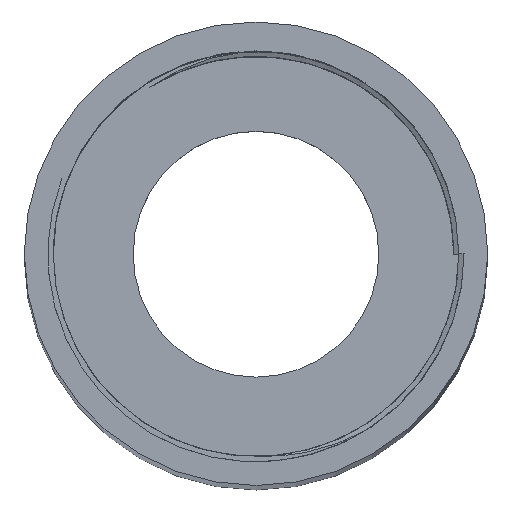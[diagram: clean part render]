
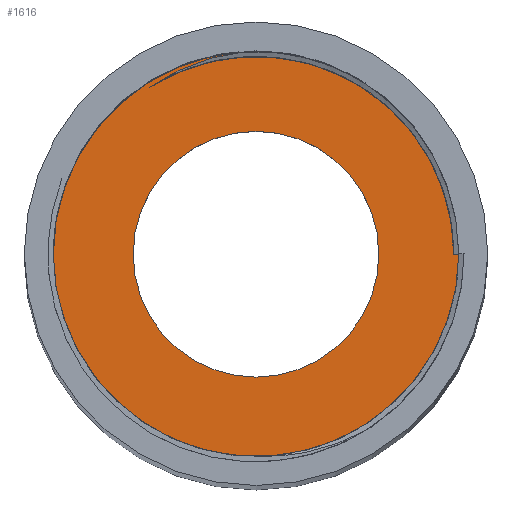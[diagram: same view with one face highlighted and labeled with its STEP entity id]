
A CAD part, top view. The second image highlights one B-rep face of the part: STEP entity #1616.
In plain terms, the highlighted planar face has unit normal (0, 0, 1).
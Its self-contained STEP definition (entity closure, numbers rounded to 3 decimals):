
#12 = CARTESIAN_POINT ( 'NONE',  ( -3.998, 9.562, 135. ) ) ;
#17 = CIRCLE ( 'NONE', #3673, 10.5 ) ;
#263 = VERTEX_POINT ( 'NONE', #4884 ) ;
#282 = DIRECTION ( 'NONE',  ( 1., 0., 0. ) ) ;
#287 = CIRCLE ( 'NONE', #4111, 6.363 ) ;
#308 = B_SPLINE_CURVE_WITH_KNOTS ( 'NONE', 3,
 ( #1804, #1692, #12, #4775, #4329, #5192, #2169, #943 ),
 .UNSPECIFIED., .F., .F.,
 ( 4, 2, 2, 4 ),
 ( 0., 0.003, 0.004, 0.005 ),
 .UNSPECIFIED. ) ;
#390 = CARTESIAN_POINT ( 'NONE',  ( 0., 0., 135. ) ) ;
#520 = CARTESIAN_POINT ( 'NONE',  ( 10.239, 0., 135. ) ) ;
#529 = ORIENTED_EDGE ( 'NONE', *, *, #1721, .T. ) ;
#559 = ORIENTED_EDGE ( 'NONE', *, *, #5088, .T. ) ;
#628 = CARTESIAN_POINT ( 'NONE',  ( 7.776, 6.723, 135. ) ) ;
#717 = DIRECTION ( 'NONE',  ( 1., 0., 0. ) ) ;
#854 = FACE_BOUND ( 'NONE', #3958, .T. ) ;
#943 = CARTESIAN_POINT ( 'NONE',  ( -0.655, 10.48, 135. ) ) ;
#944 = PLANE ( 'NONE',  #4015 ) ;
#969 = CARTESIAN_POINT ( 'NONE',  ( -4.707, 9.104, 135. ) ) ;
#995 = CARTESIAN_POINT ( 'NONE',  ( 0., 0., 135. ) ) ;
#997 = CARTESIAN_POINT ( 'NONE',  ( -1.24, 10.204, 135. ) ) ;
#1029 = CARTESIAN_POINT ( 'NONE',  ( 0.128, 10.248, 135. ) ) ;
#1081 = CARTESIAN_POINT ( 'NONE',  ( 3.261, 9.716, 135. ) ) ;
#1083 = DIRECTION ( 'NONE',  ( 1., 0., 0. ) ) ;
#1171 = DIRECTION ( 'NONE',  ( 0., 0., 1. ) ) ;
#1244 = VERTEX_POINT ( 'NONE', #4161 ) ;
#1318 = B_SPLINE_CURVE_WITH_KNOTS ( 'NONE', 3,
 ( #520, #2222, #3904, #2750, #4019, #1862, #1941, #4833, #628, #2252, #3640, #2723, #3935, #5334, #1891, #1081, #4388, #3961, #1524, #2775, #1029, #997, #4045, #4359, #4415, #969, #2668, #4804 ),
 .UNSPECIFIED., .F., .F.,
 ( 4, 2, 2, 2, 2, 2, 2, 2, 2, 2, 2, 2, 2, 4 ),
 ( 0., 0.001, 0.003, 0.005, 0.008, 0.01, 0.011, 0.012, 0.014, 0.015, 0.016, 0.019, 0.021, 0.022 ),
 .UNSPECIFIED. ) ;
#1524 = CARTESIAN_POINT ( 'NONE',  ( 1.495, 10.139, 135. ) ) ;
#1544 = CARTESIAN_POINT ( 'NONE',  ( 0., 0., 135. ) ) ;
#1549 = CARTESIAN_POINT ( 'NONE',  ( -10.5, 0., 135. ) ) ;
#1616 = ADVANCED_FACE ( 'NONE', ( #4663, #854 ), #944, .T. ) ;
#1692 = CARTESIAN_POINT ( 'NONE',  ( -4.779, 9.147, 135. ) ) ;
#1721 = EDGE_CURVE ( 'NONE', #4923, #1849, #17, .T. ) ;
#1788 = CARTESIAN_POINT ( 'NONE',  ( -6.363, 0., 135. ) ) ;
#1804 = CARTESIAN_POINT ( 'NONE',  ( -5.496, 8.639, 135. ) ) ;
#1849 = VERTEX_POINT ( 'NONE', #1549 ) ;
#1862 = CARTESIAN_POINT ( 'NONE',  ( 9.63, 3.594, 135. ) ) ;
#1891 = CARTESIAN_POINT ( 'NONE',  ( 4.118, 9.385, 135. ) ) ;
#1893 = CARTESIAN_POINT ( 'NONE',  ( 0., 0., 135. ) ) ;
#1905 = CIRCLE ( 'NONE', #5005, 10.5 ) ;
#1941 = CARTESIAN_POINT ( 'NONE',  ( 9.277, 4.429, 135. ) ) ;
#2169 = CARTESIAN_POINT ( 'NONE',  ( -1.089, 10.432, 135. ) ) ;
#2178 = DIRECTION ( 'NONE',  ( 0., 0., 1. ) ) ;
#2222 = CARTESIAN_POINT ( 'NONE',  ( 10.239, 0.46, 135. ) ) ;
#2239 = ORIENTED_EDGE ( 'NONE', *, *, #3225, .T. ) ;
#2252 = CARTESIAN_POINT ( 'NONE',  ( 6.794, 7.673, 135. ) ) ;
#2432 = CIRCLE ( 'NONE', #3762, 6.363 ) ;
#2558 = CARTESIAN_POINT ( 'NONE',  ( 0., 0., 135. ) ) ;
#2644 = DIRECTION ( 'NONE',  ( 0., 0., 1. ) ) ;
#2668 = CARTESIAN_POINT ( 'NONE',  ( -5.108, 8.886, 135. ) ) ;
#2693 = DIRECTION ( 'NONE',  ( 1., 0., 0. ) ) ;
#2723 = CARTESIAN_POINT ( 'NONE',  ( 5.708, 8.512, 135. ) ) ;
#2750 = CARTESIAN_POINT ( 'NONE',  ( 10.085, 1.824, 135. ) ) ;
#2759 = ORIENTED_EDGE ( 'NONE', *, *, #5369, .T. ) ;
#2775 = CARTESIAN_POINT ( 'NONE',  ( 0.59, 10.232, 135. ) ) ;
#2858 = EDGE_LOOP ( 'NONE', ( #3179, #2239, #2759, #529, #559 ) ) ;
#3179 = ORIENTED_EDGE ( 'NONE', *, *, #3693, .F. ) ;
#3225 = EDGE_CURVE ( 'NONE', #4159, #4949, #1318, .T. ) ;
#3272 = DIRECTION ( 'NONE',  ( 0., 0., 1. ) ) ;
#3640 = CARTESIAN_POINT ( 'NONE',  ( 6.441, 7.972, 135. ) ) ;
#3650 = VECTOR ( 'NONE', #2693, 1000. ) ;
#3673 = AXIS2_PLACEMENT_3D ( 'NONE', #1893, #4776, #1083 ) ;
#3693 = EDGE_CURVE ( 'NONE', #4159, #1244, #4357, .T. ) ;
#3762 = AXIS2_PLACEMENT_3D ( 'NONE', #390, #2178, #5066 ) ;
#3904 = CARTESIAN_POINT ( 'NONE',  ( 10.208, 0.917, 135. ) ) ;
#3935 = CARTESIAN_POINT ( 'NONE',  ( 5.325, 8.757, 135. ) ) ;
#3958 = EDGE_LOOP ( 'NONE', ( #4200, #5025 ) ) ;
#3961 = CARTESIAN_POINT ( 'NONE',  ( 1.942, 10.063, 135. ) ) ;
#4015 = AXIS2_PLACEMENT_3D ( 'NONE', #2558, #2644, #4330 ) ;
#4019 = CARTESIAN_POINT ( 'NONE',  ( 9.993, 2.276, 135. ) ) ;
#4045 = CARTESIAN_POINT ( 'NONE',  ( -2.135, 10.056, 135. ) ) ;
#4111 = AXIS2_PLACEMENT_3D ( 'NONE', #1544, #3272, #282 ) ;
#4159 = VERTEX_POINT ( 'NONE', #4526 ) ;
#4161 = CARTESIAN_POINT ( 'NONE',  ( 10.5, 0., 135. ) ) ;
#4200 = ORIENTED_EDGE ( 'NONE', *, *, #4984, .F. ) ;
#4329 = CARTESIAN_POINT ( 'NONE',  ( -2.369, 10.152, 135. ) ) ;
#4330 = DIRECTION ( 'NONE',  ( 1., 0., 0. ) ) ;
#4357 = LINE ( 'NONE', #995, #3650 ) ;
#4359 = CARTESIAN_POINT ( 'NONE',  ( -3.45, 9.651, 135. ) ) ;
#4388 = CARTESIAN_POINT ( 'NONE',  ( 2.825, 9.852, 135. ) ) ;
#4415 = CARTESIAN_POINT ( 'NONE',  ( -3.879, 9.487, 135. ) ) ;
#4526 = CARTESIAN_POINT ( 'NONE',  ( 10.239, 0., 135. ) ) ;
#4640 = VERTEX_POINT ( 'NONE', #1788 ) ;
#4663 = FACE_OUTER_BOUND ( 'NONE', #2858, .T. ) ;
#4703 = CARTESIAN_POINT ( 'NONE',  ( -5.496, 8.639, 135. ) ) ;
#4775 = CARTESIAN_POINT ( 'NONE',  ( -2.783, 10.024, 135. ) ) ;
#4776 = DIRECTION ( 'NONE',  ( 0., 0., 1. ) ) ;
#4804 = CARTESIAN_POINT ( 'NONE',  ( -5.496, 8.639, 135. ) ) ;
#4833 = CARTESIAN_POINT ( 'NONE',  ( 8.339, 6.011, 135. ) ) ;
#4884 = CARTESIAN_POINT ( 'NONE',  ( 6.363, 0., 135. ) ) ;
#4887 = EDGE_CURVE ( 'NONE', #4640, #263, #287, .T. ) ;
#4923 = VERTEX_POINT ( 'NONE', #5478 ) ;
#4949 = VERTEX_POINT ( 'NONE', #4703 ) ;
#4974 = CARTESIAN_POINT ( 'NONE',  ( 0., 0., 135. ) ) ;
#4984 = EDGE_CURVE ( 'NONE', #263, #4640, #2432, .T. ) ;
#5005 = AXIS2_PLACEMENT_3D ( 'NONE', #4974, #1171, #717 ) ;
#5025 = ORIENTED_EDGE ( 'NONE', *, *, #4887, .F. ) ;
#5066 = DIRECTION ( 'NONE',  ( 1., 0., 0. ) ) ;
#5088 = EDGE_CURVE ( 'NONE', #1849, #1244, #1905, .T. ) ;
#5192 = CARTESIAN_POINT ( 'NONE',  ( -1.524, 10.356, 135. ) ) ;
#5334 = CARTESIAN_POINT ( 'NONE',  ( 4.53, 9.193, 135. ) ) ;
#5369 = EDGE_CURVE ( 'NONE', #4949, #4923, #308, .T. ) ;
#5478 = CARTESIAN_POINT ( 'NONE',  ( -0.655, 10.48, 135. ) ) ;
